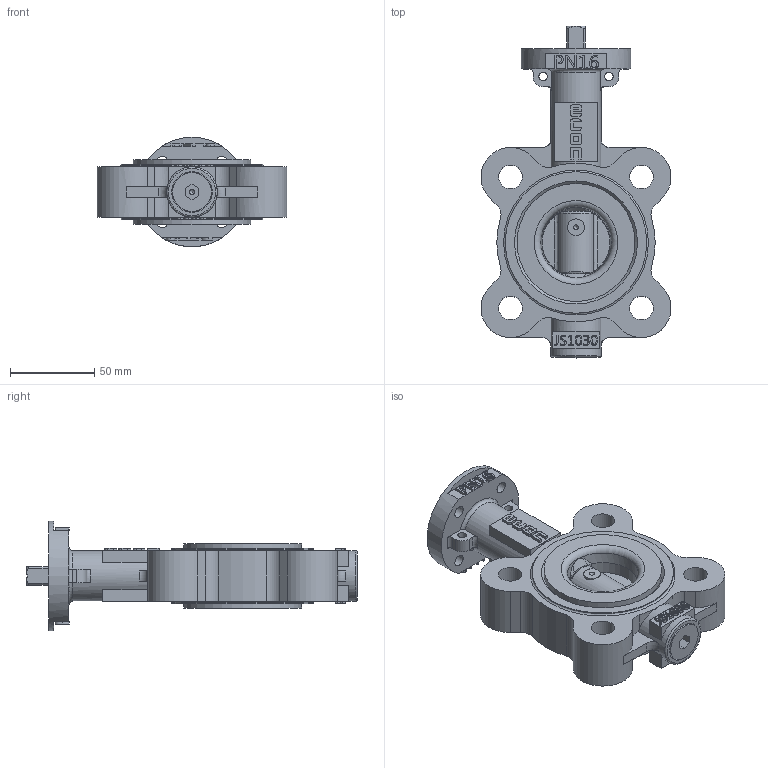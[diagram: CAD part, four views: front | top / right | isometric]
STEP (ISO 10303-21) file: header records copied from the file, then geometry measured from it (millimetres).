
FILE_DESCRIPTION(/* description */ (''),/* implementation_level */ '2;1');
FILE_NAME(/* name */ '6820-DN40-PN16.stp',/* time_stamp */ '2017-05-11T11:45:04+02:00',/* author */ ('nils.martens'),/* organization */ (''),/* preprocessor_version */ 'ST-DEVELOPER v16.5',/* originating_system */ 'Autodesk Inventor 2017',/* authorisation */ '');
FILE_SCHEMA (('AUTOMOTIVE_DESIGN { 1 0 10303 214 3 1 1 }'));
Length unit declared in the file: millimetre
Products named in the file (1): 6820-DN40
Bounding box: 112.65 x 197 x 65 mm (x, y, z)
Volume: 385160.3 mm3; surface area: 67891.7 mm2
Topology: 1 solids, 3 shells, 609 faces, 1607 edges, 1051 vertices
Faces by surface type: plane 314, bspline 150, cylinder 98, cone 24, torus 23
Full cylindrical faces by diameter (mm): 5 x3, 7 x4, 9.2 x1, 12.4 x1, 13 x3, 14 x4, 15 x1, 23 x1, 24 x1, 25 x1, 30 x2, 65 x1, 70 x2, 84 x2
Entity records: 28137 total; most frequent: CARTESIAN_POINT 13574, ORIENTED_EDGE 3094, DIRECTION 2398, EDGE_CURVE 1547, VERTEX_POINT 1033, LINE 840, VECTOR 840, AXIS2_PLACEMENT_3D 779
